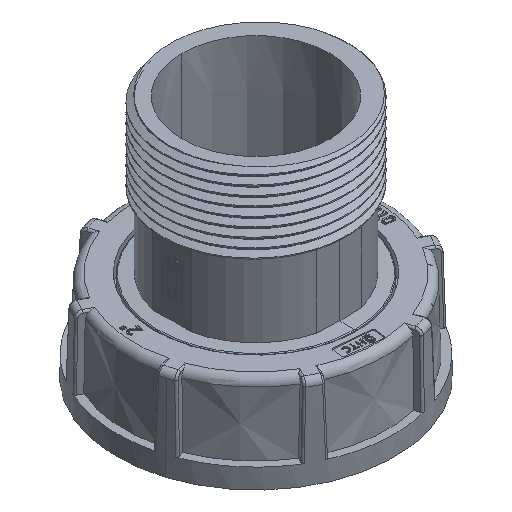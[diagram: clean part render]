
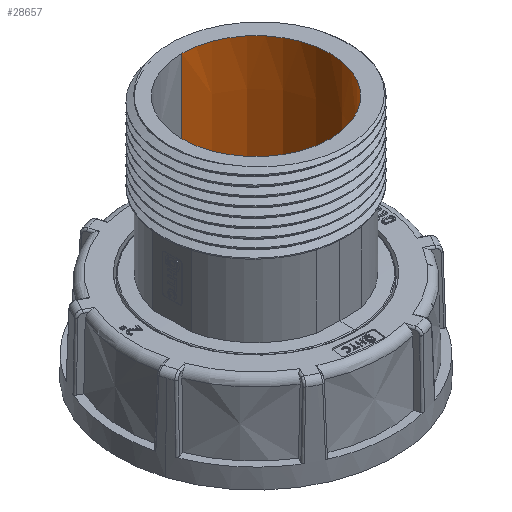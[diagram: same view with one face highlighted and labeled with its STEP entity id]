
A CAD part, isometric view. The second image highlights one B-rep face of the part: STEP entity #28657.
In plain terms, the highlighted conical face has half-angle 0.155 degrees and reference radius 18.922 mm.
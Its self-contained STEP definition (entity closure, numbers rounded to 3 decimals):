
#3039 = CARTESIAN_POINT ( 'NONE',  ( 18.66, 198.948, -4.762 ) ) ;
#3365 = LINE ( 'NONE', #19844, #9065 ) ;
#3585 = CIRCLE ( 'NONE', #27269, 18.923 ) ;
#3802 = VERTEX_POINT ( 'NONE', #5433 ) ;
#4081 = EDGE_CURVE ( 'NONE', #9273, #19379, #29843, .T. ) ;
#4803 = DIRECTION ( 'NONE',  ( 0., -1., 0. ) ) ;
#4995 = CARTESIAN_POINT ( 'NONE',  ( -0.389, 179.899, -4.762 ) ) ;
#5433 = CARTESIAN_POINT ( 'NONE',  ( -0.389, 217.871, 41.939 ) ) ;
#5916 = LINE ( 'NONE', #20427, #7388 ) ;
#5923 = ORIENTED_EDGE ( 'NONE', *, *, #16866, .F. ) ;
#7332 = DIRECTION ( 'NONE',  ( 0., 0., -1. ) ) ;
#7388 = VECTOR ( 'NONE', #29360, 1000. ) ;
#7885 = AXIS2_PLACEMENT_3D ( 'NONE', #14133, #7332, #21101 ) ;
#8285 = VERTEX_POINT ( 'NONE', #4995 ) ;
#9065 = VECTOR ( 'NONE', #17426, 1000. ) ;
#9273 = VERTEX_POINT ( 'NONE', #9833 ) ;
#9793 = ORIENTED_EDGE ( 'NONE', *, *, #20562, .F. ) ;
#9833 = CARTESIAN_POINT ( 'NONE',  ( -0.389, 217.998, -4.762 ) ) ;
#10446 = CARTESIAN_POINT ( 'NONE',  ( -0.389, 198.948, -4.762 ) ) ;
#10598 = DIRECTION ( 'NONE',  ( 0., 0., -1. ) ) ;
#10856 = CIRCLE ( 'NONE', #21009, 19.049 ) ;
#11754 = CARTESIAN_POINT ( 'NONE',  ( -0.389, 198.948, 41.939 ) ) ;
#12018 = EDGE_CURVE ( 'NONE', #19379, #8285, #10856, .T. ) ;
#13693 = CONICAL_SURFACE ( 'NONE', #7885, 18.923, 0.003 ) ;
#14133 = CARTESIAN_POINT ( 'NONE',  ( -0.389, 198.948, 41.939 ) ) ;
#14830 = AXIS2_PLACEMENT_3D ( 'NONE', #15998, #29326, #22515 ) ;
#15998 = CARTESIAN_POINT ( 'NONE',  ( -0.389, 198.948, -4.762 ) ) ;
#16866 = EDGE_CURVE ( 'NONE', #25432, #8285, #3365, .T. ) ;
#17097 = DIRECTION ( 'NONE',  ( 1., 0., 0. ) ) ;
#17426 = DIRECTION ( 'NONE',  ( 0., -0.003, -1. ) ) ;
#17845 = CARTESIAN_POINT ( 'NONE',  ( -0.389, 180.026, 41.939 ) ) ;
#18199 = ORIENTED_EDGE ( 'NONE', *, *, #4081, .T. ) ;
#19379 = VERTEX_POINT ( 'NONE', #3039 ) ;
#19608 = ORIENTED_EDGE ( 'NONE', *, *, #12018, .T. ) ;
#19844 = CARTESIAN_POINT ( 'NONE',  ( -0.389, 180.026, 41.939 ) ) ;
#20314 = ORIENTED_EDGE ( 'NONE', *, *, #27644, .T. ) ;
#20427 = CARTESIAN_POINT ( 'NONE',  ( -0.389, 217.871, 41.939 ) ) ;
#20562 = EDGE_CURVE ( 'NONE', #3802, #25432, #3585, .T. ) ;
#21009 = AXIS2_PLACEMENT_3D ( 'NONE', #10446, #10598, #17097 ) ;
#21101 = DIRECTION ( 'NONE',  ( 0., -1., 0. ) ) ;
#22515 = DIRECTION ( 'NONE',  ( 1., 0., 0. ) ) ;
#25432 = VERTEX_POINT ( 'NONE', #17845 ) ;
#25541 = DIRECTION ( 'NONE',  ( 0., 0., -1. ) ) ;
#25807 = FACE_OUTER_BOUND ( 'NONE', #28844, .T. ) ;
#27269 = AXIS2_PLACEMENT_3D ( 'NONE', #11754, #25541, #4803 ) ;
#27644 = EDGE_CURVE ( 'NONE', #3802, #9273, #5916, .T. ) ;
#28657 = ADVANCED_FACE ( 'NONE', ( #25807 ), #13693, .F. ) ;
#28844 = EDGE_LOOP ( 'NONE', ( #9793, #20314, #18199, #19608, #5923 ) ) ;
#29326 = DIRECTION ( 'NONE',  ( 0., 0., -1. ) ) ;
#29360 = DIRECTION ( 'NONE',  ( 0., 0.003, -1. ) ) ;
#29843 = CIRCLE ( 'NONE', #14830, 19.049 ) ;
